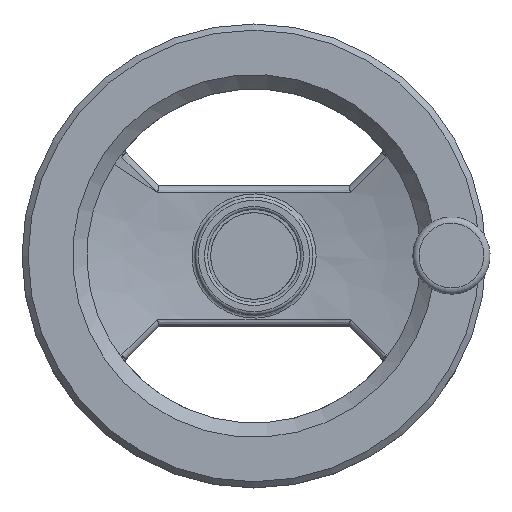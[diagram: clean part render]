
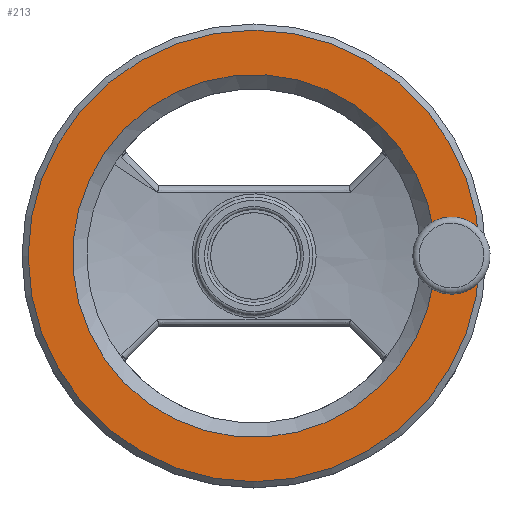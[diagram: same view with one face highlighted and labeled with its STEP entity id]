
A CAD part, top view. The second image highlights one B-rep face of the part: STEP entity #213.
In plain terms, the highlighted planar face has unit normal (0, 0, 1).
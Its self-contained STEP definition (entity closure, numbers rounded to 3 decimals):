
#213 = ADVANCED_FACE( '', ( #524, #525, #526 ), #527, .F. );
#524 = FACE_BOUND( '', #1918, .T. );
#525 = FACE_OUTER_BOUND( '', #1919, .T. );
#526 = FACE_BOUND( '', #1920, .T. );
#527 = PLANE( '', #1921 );
#1918 = EDGE_LOOP( '', ( #3968, #3969, #3970, #3971 ) );
#1919 = EDGE_LOOP( '', ( #3972 ) );
#1920 = EDGE_LOOP( '', ( #3973, #3974 ) );
#1921 = AXIS2_PLACEMENT_3D( '', #3975, #3976, #3977 );
#3968 = ORIENTED_EDGE( '', *, *, #4713, .T. );
#3969 = ORIENTED_EDGE( '', *, *, #4718, .T. );
#3970 = ORIENTED_EDGE( '', *, *, #4770, .T. );
#3971 = ORIENTED_EDGE( '', *, *, #4771, .T. );
#3972 = ORIENTED_EDGE( '', *, *, #4772, .T. );
#3973 = ORIENTED_EDGE( '', *, *, #4756, .F. );
#3974 = ORIENTED_EDGE( '', *, *, #4773, .T. );
#3975 = CARTESIAN_POINT( '', ( 0., 75., 33. ) );
#3976 = DIRECTION( '', ( 0., 0., -1. ) );
#3977 = DIRECTION( '', ( -1., 0., 0. ) );
#4713 = EDGE_CURVE( '', #5134, #5132, #5135, .T. );
#4718 = EDGE_CURVE( '', #5132, #5140, #5142, .T. );
#4756 = EDGE_CURVE( '', #5197, #5198, #5199, .T. );
#4770 = EDGE_CURVE( '', #5140, #5221, #5222, .T. );
#4771 = EDGE_CURVE( '', #5221, #5134, #5223, .T. );
#4772 = EDGE_CURVE( '', #5224, #5224, #5225, .F. );
#4773 = EDGE_CURVE( '', #5197, #5198, #5226, .F. );
#5132 = VERTEX_POINT( '', #6277 );
#5134 = VERTEX_POINT( '', #6282 );
#5135 = CIRCLE( '', #6283, 8.8 );
#5140 = VERTEX_POINT( '', #6291 );
#5142 = LINE( '', #6296, #6297 );
#5197 = VERTEX_POINT( '', #6629 );
#5198 = VERTEX_POINT( '', #6630 );
#5199 = CIRCLE( '', #6631, 58.65 );
#5221 = VERTEX_POINT( '', #6697 );
#5222 = CIRCLE( '', #6698, 8.8 );
#5223 = LINE( '', #6699, #6700 );
#5224 = VERTEX_POINT( '', #6701 );
#5225 = CIRCLE( '', #6702, 73. );
#5226 = CIRCLE( '', #6703, 9. );
#6277 = CARTESIAN_POINT( '', ( 63.977, -8.799, 33. ) );
#6282 = CARTESIAN_POINT( '', ( 72.445, 1.843, 33. ) );
#6283 = AXIS2_PLACEMENT_3D( '', #7956, #7957, #7958 );
#6291 = CARTESIAN_POINT( '', ( 55.236, -1.843, 33. ) );
#6296 = CARTESIAN_POINT( '', ( 55.18, -1.799, 33. ) );
#6297 = VECTOR( '', #7962, 1000. );
#6629 = CARTESIAN_POINT( '', ( 58.227, 7.035, 33. ) );
#6630 = CARTESIAN_POINT( '', ( 58.227, -7.035, 33. ) );
#6631 = AXIS2_PLACEMENT_3D( '', #7996, #7997, #7998 );
#6697 = CARTESIAN_POINT( '', ( 63.703, 8.799, 33. ) );
#6698 = AXIS2_PLACEMENT_3D( '', #8020, #8021, #8022 );
#6699 = CARTESIAN_POINT( '', ( 72.501, 1.799, 33. ) );
#6700 = VECTOR( '', #8023, 1000. );
#6701 = CARTESIAN_POINT( '', ( -73., 0., 33. ) );
#6702 = AXIS2_PLACEMENT_3D( '', #8024, #8025, #8026 );
#6703 = AXIS2_PLACEMENT_3D( '', #8027, #8028, #8029 );
#7956 = CARTESIAN_POINT( '', ( 63.84, 0., 33. ) );
#7957 = DIRECTION( '', ( 0., 0., -1. ) );
#7958 = DIRECTION( '', ( 0.783, -0.623, 0. ) );
#7962 = DIRECTION( '', ( -0.783, 0.623, 0. ) );
#7996 = CARTESIAN_POINT( '', ( 0., 0., 33. ) );
#7997 = DIRECTION( '', ( 0., 0., 1. ) );
#7998 = DIRECTION( '', ( 1., 0., 0. ) );
#8020 = CARTESIAN_POINT( '', ( 63.84, 0., 33. ) );
#8021 = DIRECTION( '', ( 0., 0., -1. ) );
#8022 = DIRECTION( '', ( 0.783, -0.623, 0. ) );
#8023 = DIRECTION( '', ( 0.783, -0.623, 0. ) );
#8024 = CARTESIAN_POINT( '', ( 0., 0., 33. ) );
#8025 = DIRECTION( '', ( 0., 0., -1. ) );
#8026 = DIRECTION( '', ( -1., 0., 0. ) );
#8027 = CARTESIAN_POINT( '', ( 63.84, 0., 33. ) );
#8028 = DIRECTION( '', ( 0., 0., -1. ) );
#8029 = DIRECTION( '', ( -1., 0., 0. ) );
